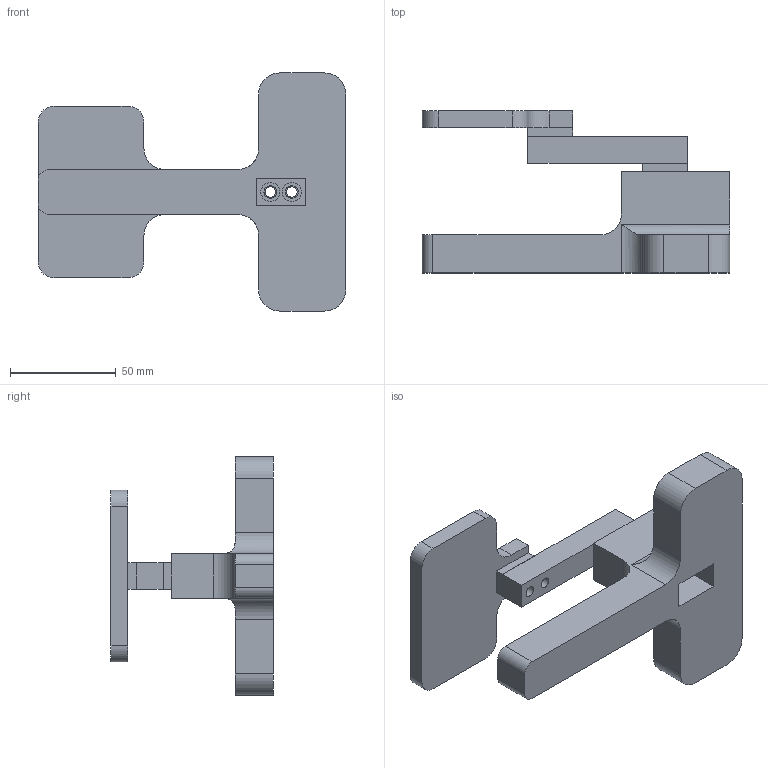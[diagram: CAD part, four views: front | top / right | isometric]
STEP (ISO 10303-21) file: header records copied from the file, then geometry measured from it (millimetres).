
FILE_DESCRIPTION(/* description */ ('','CAx-IF Rec.Pracs.---Representation and Presentation of Product Manufacturing Information (PMI)---4.0---2014-10-13'),/* implementation_level */ '2;1');
FILE_NAME(/* name */ 'Texturameter.step',/* time_stamp */ '2025-03-19T20:35:18Z',/* author */ (''),/* organization */ (''),/* preprocessor_version */ 'ST-DEVELOPER v20',/* originating_system */ 'Autodesk Translation Framework v13.20.0.188',/* authorisation */ '');
FILE_SCHEMA (('AP242_MANAGED_MODEL_BASED_3D_ENGINEERING_MIM_LF { 1 0 10303 442 1 1 4 }'));
Length unit declared in the file: millimetre
Products named in the file (1): load cell right dimension
Bounding box: 145.5 x 76.72 x 112.7 mm (x, y, z)
Volume: 195382.6 mm3; surface area: 46407.8 mm2
Topology: 3 solids, 3 shells, 73 faces, 189 edges, 126 vertices
Faces by surface type: plane 46, cylinder 27
Full cylindrical faces by diameter (mm): 5 x4, 6 x4, 9 x2
Entity records: 2319 total; most frequent: CARTESIAN_POINT 407, DIRECTION 387, ORIENTED_EDGE 378, EDGE_CURVE 189, LINE 135, VECTOR 135, VERTEX_POINT 126, AXIS2_PLACEMENT_3D 126
